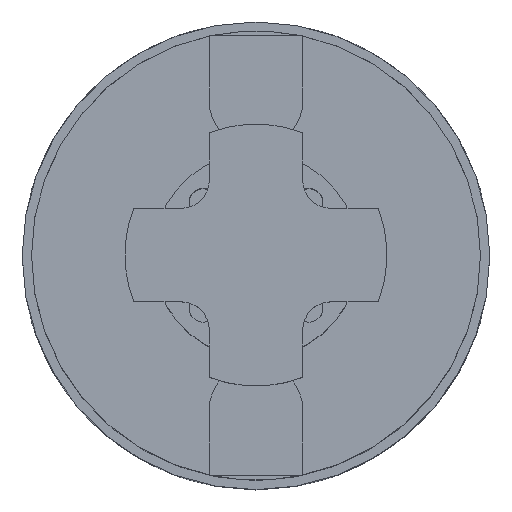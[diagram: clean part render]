
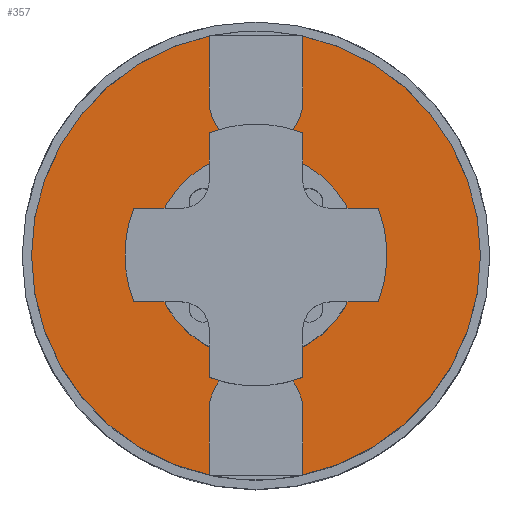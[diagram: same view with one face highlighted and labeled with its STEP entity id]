
A CAD part, top view. The second image highlights one B-rep face of the part: STEP entity #357.
In plain terms, the highlighted planar face has unit normal (0, 0, 1).
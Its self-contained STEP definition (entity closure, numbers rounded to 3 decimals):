
#17 = AXIS2_PLACEMENT_3D ( 'NONE', #6909, #2870, #2841 ) ;
#27 = EDGE_LOOP ( 'NONE', ( #1384, #1016 ) ) ;
#34 = ORIENTED_EDGE ( 'NONE', *, *, #7128, .F. ) ;
#81 = CARTESIAN_POINT ( 'NONE',  ( 0., 0., 40. ) ) ;
#102 = CARTESIAN_POINT ( 'NONE',  ( 0., -16.5, 40. ) ) ;
#357 = ADVANCED_FACE ( 'NONE', ( #5736, #5461 ), #5695, .T. ) ;
#436 = DIRECTION ( 'NONE',  ( 0., 0., 1. ) ) ;
#446 = EDGE_CURVE ( 'NONE', #3469, #4796, #3515, .T. ) ;
#469 = ORIENTED_EDGE ( 'NONE', *, *, #2838, .F. ) ;
#481 = ORIENTED_EDGE ( 'NONE', *, *, #5347, .F. ) ;
#523 = AXIS2_PLACEMENT_3D ( 'NONE', #1565, #436, #1013 ) ;
#558 = ORIENTED_EDGE ( 'NONE', *, *, #5568, .F. ) ;
#640 = CARTESIAN_POINT ( 'NONE',  ( 5., -23.473, 40. ) ) ;
#685 = DIRECTION ( 'NONE',  ( -1., 0., 0. ) ) ;
#687 = AXIS2_PLACEMENT_3D ( 'NONE', #7175, #3153, #1965 ) ;
#713 = DIRECTION ( 'NONE',  ( 0., 0., -1. ) ) ;
#802 = CIRCLE ( 'NONE', #5677, 24. ) ;
#813 = DIRECTION ( 'NONE',  ( -1., 0., 0. ) ) ;
#823 = EDGE_CURVE ( 'NONE', #2552, #2313, #4492, .T. ) ;
#832 = VERTEX_POINT ( 'NONE', #7295 ) ;
#882 = EDGE_CURVE ( 'NONE', #6863, #2552, #802, .T. ) ;
#975 = DIRECTION ( 'NONE',  ( 0., 0., -1. ) ) ;
#1013 = DIRECTION ( 'NONE',  ( 1., 0., 0. ) ) ;
#1016 = ORIENTED_EDGE ( 'NONE', *, *, #6204, .T. ) ;
#1132 = CARTESIAN_POINT ( 'NONE',  ( -5., -23.473, 40. ) ) ;
#1155 = CARTESIAN_POINT ( 'NONE',  ( -5., 24., 40. ) ) ;
#1299 = VERTEX_POINT ( 'NONE', #6287 ) ;
#1384 = ORIENTED_EDGE ( 'NONE', *, *, #4919, .T. ) ;
#1565 = CARTESIAN_POINT ( 'NONE',  ( 0., 16.5, 40. ) ) ;
#1650 = DIRECTION ( 'NONE',  ( 0., -1., 0. ) ) ;
#1813 = DIRECTION ( 'NONE',  ( 0., 1., 0. ) ) ;
#1946 = CARTESIAN_POINT ( 'NONE',  ( 5., 23.473, 40. ) ) ;
#1965 = DIRECTION ( 'NONE',  ( -1., 0., 0. ) ) ;
#2017 = CIRCLE ( 'NONE', #2847, 11. ) ;
#2219 = VERTEX_POINT ( 'NONE', #3060 ) ;
#2307 = VERTEX_POINT ( 'NONE', #3865 ) ;
#2313 = VERTEX_POINT ( 'NONE', #2767 ) ;
#2552 = VERTEX_POINT ( 'NONE', #640 ) ;
#2767 = CARTESIAN_POINT ( 'NONE',  ( 5., -16.5, 40. ) ) ;
#2838 = EDGE_CURVE ( 'NONE', #6982, #2219, #6346, .T. ) ;
#2841 = DIRECTION ( 'NONE',  ( 1., 0., 0. ) ) ;
#2847 = AXIS2_PLACEMENT_3D ( 'NONE', #6577, #6607, #813 ) ;
#2870 = DIRECTION ( 'NONE',  ( 0., 0., 1. ) ) ;
#3033 = CIRCLE ( 'NONE', #3524, 11. ) ;
#3060 = CARTESIAN_POINT ( 'NONE',  ( -5., 23.473, 40. ) ) ;
#3153 = DIRECTION ( 'NONE',  ( 0., 0., -1. ) ) ;
#3200 = ORIENTED_EDGE ( 'NONE', *, *, #823, .F. ) ;
#3240 = DIRECTION ( 'NONE',  ( 0., 1., 0. ) ) ;
#3266 = CARTESIAN_POINT ( 'NONE',  ( 0., 0., 40. ) ) ;
#3281 = AXIS2_PLACEMENT_3D ( 'NONE', #3266, #975, #4993 ) ;
#3386 = DIRECTION ( 'NONE',  ( 0., 0., -1. ) ) ;
#3464 = LINE ( 'NONE', #1155, #4000 ) ;
#3467 = DIRECTION ( 'NONE',  ( 0., 0., -1. ) ) ;
#3469 = VERTEX_POINT ( 'NONE', #7171 ) ;
#3515 = LINE ( 'NONE', #7007, #7165 ) ;
#3524 = AXIS2_PLACEMENT_3D ( 'NONE', #5168, #3467, #4097 ) ;
#3680 = EDGE_CURVE ( 'NONE', #5268, #6982, #5886, .T. ) ;
#3717 = VERTEX_POINT ( 'NONE', #4450 ) ;
#3865 = CARTESIAN_POINT ( 'NONE',  ( -5., 16.5, 40. ) ) ;
#3875 = AXIS2_PLACEMENT_3D ( 'NONE', #102, #4087, #6955 ) ;
#3886 = ORIENTED_EDGE ( 'NONE', *, *, #5357, .F. ) ;
#4000 = VECTOR ( 'NONE', #1650, 1000. ) ;
#4087 = DIRECTION ( 'NONE',  ( 0., 0., 1. ) ) ;
#4097 = DIRECTION ( 'NONE',  ( -1., 0., 0. ) ) ;
#4161 = ORIENTED_EDGE ( 'NONE', *, *, #3680, .F. ) ;
#4375 = ORIENTED_EDGE ( 'NONE', *, *, #882, .F. ) ;
#4450 = CARTESIAN_POINT ( 'NONE',  ( 11., 0., 40. ) ) ;
#4492 = LINE ( 'NONE', #5523, #5384 ) ;
#4719 = VECTOR ( 'NONE', #5445, 1000. ) ;
#4743 = CARTESIAN_POINT ( 'NONE',  ( -24., 0., 40. ) ) ;
#4796 = VERTEX_POINT ( 'NONE', #1946 ) ;
#4800 = EDGE_LOOP ( 'NONE', ( #558, #469, #4161, #34, #481, #3200, #4375, #3886, #6676, #6768 ) ) ;
#4893 = LINE ( 'NONE', #6627, #4719 ) ;
#4919 = EDGE_CURVE ( 'NONE', #1299, #3717, #2017, .T. ) ;
#4993 = DIRECTION ( 'NONE',  ( -1., 0., 0. ) ) ;
#5168 = CARTESIAN_POINT ( 'NONE',  ( 0., 0., 40. ) ) ;
#5187 = CARTESIAN_POINT ( 'NONE',  ( 24., 0., 40. ) ) ;
#5268 = VERTEX_POINT ( 'NONE', #1132 ) ;
#5347 = EDGE_CURVE ( 'NONE', #2313, #832, #5686, .T. ) ;
#5357 = EDGE_CURVE ( 'NONE', #4796, #6863, #6229, .T. ) ;
#5384 = VECTOR ( 'NONE', #3240, 1000. ) ;
#5445 = DIRECTION ( 'NONE',  ( 0., -1., 0. ) ) ;
#5461 = FACE_BOUND ( 'NONE', #27, .T. ) ;
#5523 = CARTESIAN_POINT ( 'NONE',  ( 5., 24., 40. ) ) ;
#5568 = EDGE_CURVE ( 'NONE', #2219, #2307, #3464, .T. ) ;
#5669 = DIRECTION ( 'NONE',  ( -1., 0., 0. ) ) ;
#5677 = AXIS2_PLACEMENT_3D ( 'NONE', #7395, #3386, #5669 ) ;
#5686 = CIRCLE ( 'NONE', #3875, 5. ) ;
#5695 = PLANE ( 'NONE',  #17 ) ;
#5736 = FACE_OUTER_BOUND ( 'NONE', #4800, .T. ) ;
#5886 = CIRCLE ( 'NONE', #3281, 24. ) ;
#5953 = AXIS2_PLACEMENT_3D ( 'NONE', #81, #713, #685 ) ;
#6015 = EDGE_CURVE ( 'NONE', #2307, #3469, #6950, .T. ) ;
#6204 = EDGE_CURVE ( 'NONE', #3717, #1299, #3033, .T. ) ;
#6229 = CIRCLE ( 'NONE', #5953, 24. ) ;
#6287 = CARTESIAN_POINT ( 'NONE',  ( -11., 0., 40. ) ) ;
#6346 = CIRCLE ( 'NONE', #687, 24. ) ;
#6577 = CARTESIAN_POINT ( 'NONE',  ( 0., 0., 40. ) ) ;
#6607 = DIRECTION ( 'NONE',  ( 0., 0., -1. ) ) ;
#6627 = CARTESIAN_POINT ( 'NONE',  ( -5., -32.321, 40. ) ) ;
#6676 = ORIENTED_EDGE ( 'NONE', *, *, #446, .F. ) ;
#6768 = ORIENTED_EDGE ( 'NONE', *, *, #6015, .F. ) ;
#6863 = VERTEX_POINT ( 'NONE', #5187 ) ;
#6909 = CARTESIAN_POINT ( 'NONE',  ( 0., 24., 40. ) ) ;
#6950 = CIRCLE ( 'NONE', #523, 5. ) ;
#6955 = DIRECTION ( 'NONE',  ( -1., 0., 0. ) ) ;
#6982 = VERTEX_POINT ( 'NONE', #4743 ) ;
#7007 = CARTESIAN_POINT ( 'NONE',  ( 5., 32.321, 40. ) ) ;
#7128 = EDGE_CURVE ( 'NONE', #832, #5268, #4893, .T. ) ;
#7165 = VECTOR ( 'NONE', #1813, 1000. ) ;
#7171 = CARTESIAN_POINT ( 'NONE',  ( 5., 16.5, 40. ) ) ;
#7175 = CARTESIAN_POINT ( 'NONE',  ( 0., 0., 40. ) ) ;
#7295 = CARTESIAN_POINT ( 'NONE',  ( -5., -16.5, 40. ) ) ;
#7395 = CARTESIAN_POINT ( 'NONE',  ( 0., 0., 40. ) ) ;
